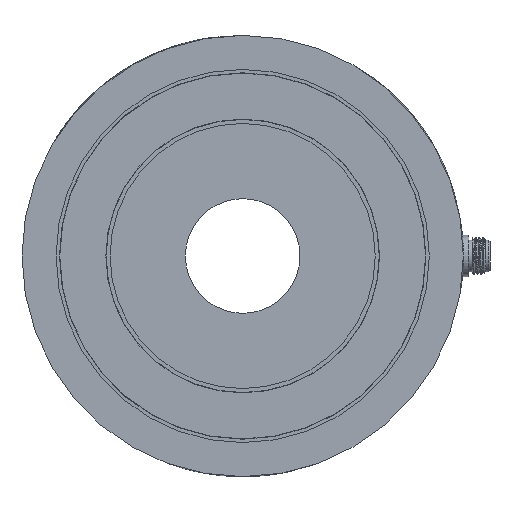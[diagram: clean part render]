
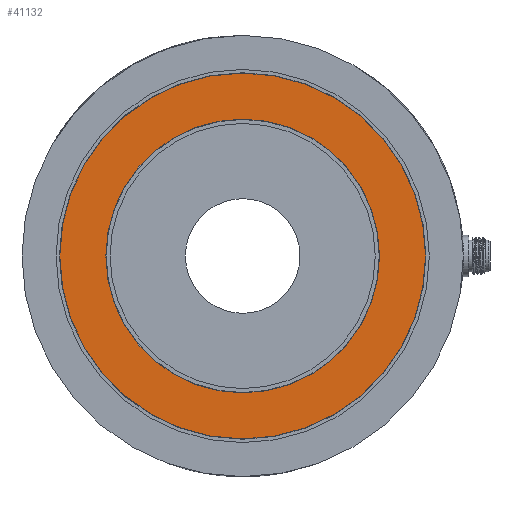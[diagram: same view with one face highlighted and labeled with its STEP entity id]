
A CAD part, front view. The second image highlights one B-rep face of the part: STEP entity #41132.
In plain terms, the highlighted planar face has unit normal (0, -1, 0).
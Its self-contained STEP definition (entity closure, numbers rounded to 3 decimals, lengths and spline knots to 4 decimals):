
#563=FACE_BOUND('',#8381,.T.);
#2555=CIRCLE('',#43547,1.235);
#2556=CIRCLE('',#43548,0.924);
#3873=PLANE('',#43546);
#5800=FACE_OUTER_BOUND('',#8380,.T.);
#8380=EDGE_LOOP('',(#36033));
#8381=EDGE_LOOP('',(#36034));
#19464=VERTEX_POINT('',#88069);
#19465=VERTEX_POINT('',#88071);
#25034=EDGE_CURVE('',#19464,#19464,#2555,.T.);
#25035=EDGE_CURVE('',#19465,#19465,#2556,.T.);
#36033=ORIENTED_EDGE('',*,*,#25034,.T.);
#36034=ORIENTED_EDGE('',*,*,#25035,.T.);
#41132=ADVANCED_FACE('',(#5800,#563),#3873,.F.);
#43546=AXIS2_PLACEMENT_3D('',#88068,#50387,#50388);
#43547=AXIS2_PLACEMENT_3D('',#88070,#50389,#50390);
#43548=AXIS2_PLACEMENT_3D('',#88072,#50391,#50392);
#50387=DIRECTION('center_axis',(0.,1.,0.));
#50388=DIRECTION('ref_axis',(0.,0.,1.));
#50389=DIRECTION('center_axis',(0.,-1.,0.));
#50390=DIRECTION('ref_axis',(1.,0.,0.));
#50391=DIRECTION('center_axis',(0.,1.,0.));
#50392=DIRECTION('ref_axis',(1.,0.,0.));
#88068=CARTESIAN_POINT('Origin',(0.,0.045,
0.));
#88069=CARTESIAN_POINT('',(-1.235,0.045,0.));
#88070=CARTESIAN_POINT('Origin',(0.,0.045,
0.));
#88071=CARTESIAN_POINT('',(-0.924,0.045,0.));
#88072=CARTESIAN_POINT('Origin',(0.,0.045,
0.));
